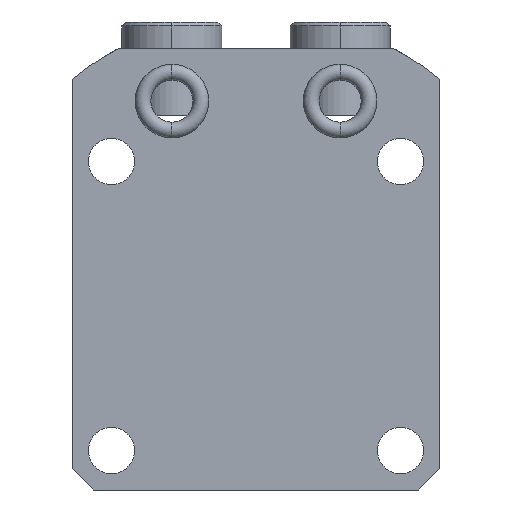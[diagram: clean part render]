
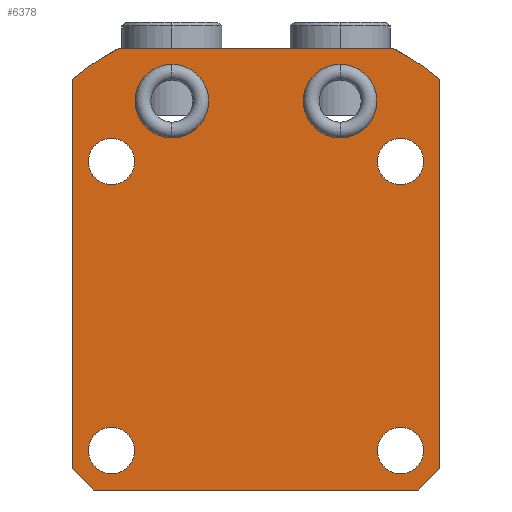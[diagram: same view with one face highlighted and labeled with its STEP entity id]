
A CAD part, front view. The second image highlights one B-rep face of the part: STEP entity #6378.
In plain terms, the highlighted planar face has unit normal (0, -1, 0).
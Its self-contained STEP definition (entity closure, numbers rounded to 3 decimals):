
#1764=CARTESIAN_POINT('',(0.,-30.,0.));
#1765=DIRECTION('',(0.,-1.,0.));
#1766=DIRECTION('',(0.63,0.,0.777));
#1767=AXIS2_PLACEMENT_3D('',#1764,#1765,#1766);
#1811=CARTESIAN_POINT('',(0.,-30.,0.));
#1812=DIRECTION('',(0.,-1.,0.));
#1813=DIRECTION('',(-0.472,0.,0.882));
#1814=AXIS2_PLACEMENT_3D('',#1811,#1812,#1813);
#2382=DIRECTION('',(0.707,0.,0.707));
#2383=VECTOR('',#2382,5.657);
#2384=CARTESIAN_POINT('',(31.,-30.,-35.));
#2385=LINE('',#2384,#2383);
#2389=DIRECTION('',(1.,0.,0.));
#2390=VECTOR('',#2389,62.);
#2391=CARTESIAN_POINT('',(-31.,-30.,-35.));
#2392=LINE('',#2391,#2390);
#2396=DIRECTION('',(0.707,0.,-0.707));
#2397=VECTOR('',#2396,5.657);
#2398=CARTESIAN_POINT('',(-35.,-30.,-31.));
#2399=LINE('',#2398,#2397);
#2403=DIRECTION('',(0.,0.,-1.));
#2404=VECTOR('',#2403,74.156);
#2405=CARTESIAN_POINT('',(-35.,-30.,43.156));
#2406=LINE('',#2405,#2404);
#2410=DIRECTION('',(-1.,0.,0.));
#2411=VECTOR('',#2410,52.401);
#2412=CARTESIAN_POINT('',(26.201,-30.,49.));
#2413=LINE('',#2412,#2411);
#2417=DIRECTION('',(0.,0.,1.));
#2418=VECTOR('',#2417,74.156);
#2419=CARTESIAN_POINT('',(35.,-30.,-31.));
#2420=LINE('',#2419,#2418);
#2424=CARTESIAN_POINT('',(27.5,-30.,-27.5));
#2425=DIRECTION('',(0.,1.,0.));
#2426=DIRECTION('',(1.,0.,0.));
#2427=AXIS2_PLACEMENT_3D('',#2424,#2425,#2426);
#2432=CARTESIAN_POINT('',(27.5,-30.,-27.5));
#2433=DIRECTION('',(0.,1.,0.));
#2434=DIRECTION('',(-1.,0.,0.));
#2435=AXIS2_PLACEMENT_3D('',#2432,#2433,#2434);
#2440=CARTESIAN_POINT('',(-27.5,-30.,-27.5));
#2441=DIRECTION('',(0.,1.,0.));
#2442=DIRECTION('',(1.,0.,0.));
#2443=AXIS2_PLACEMENT_3D('',#2440,#2441,#2442);
#2448=CARTESIAN_POINT('',(-27.5,-30.,-27.5));
#2449=DIRECTION('',(0.,1.,0.));
#2450=DIRECTION('',(-1.,0.,0.));
#2451=AXIS2_PLACEMENT_3D('',#2448,#2449,#2450);
#2456=CARTESIAN_POINT('',(-27.5,-30.,27.5));
#2457=DIRECTION('',(0.,1.,0.));
#2458=DIRECTION('',(1.,0.,0.));
#2459=AXIS2_PLACEMENT_3D('',#2456,#2457,#2458);
#2464=CARTESIAN_POINT('',(-27.5,-30.,27.5));
#2465=DIRECTION('',(0.,1.,0.));
#2466=DIRECTION('',(-1.,0.,0.));
#2467=AXIS2_PLACEMENT_3D('',#2464,#2465,#2466);
#2472=CARTESIAN_POINT('',(27.5,-30.,27.5));
#2473=DIRECTION('',(0.,1.,0.));
#2474=DIRECTION('',(1.,0.,0.));
#2475=AXIS2_PLACEMENT_3D('',#2472,#2473,#2474);
#2480=CARTESIAN_POINT('',(27.5,-30.,27.5));
#2481=DIRECTION('',(0.,1.,0.));
#2482=DIRECTION('',(-1.,0.,0.));
#2483=AXIS2_PLACEMENT_3D('',#2480,#2481,#2482);
#2488=CARTESIAN_POINT('',(16.,-30.,39.));
#2489=DIRECTION('',(0.,-1.,0.));
#2490=DIRECTION('',(-1.,0.,0.));
#2491=AXIS2_PLACEMENT_3D('',#2488,#2489,#2490);
#2496=CARTESIAN_POINT('',(16.,-30.,39.));
#2497=DIRECTION('',(0.,-1.,0.));
#2498=DIRECTION('',(1.,0.,0.));
#2499=AXIS2_PLACEMENT_3D('',#2496,#2497,#2498);
#2504=CARTESIAN_POINT('',(-16.,-30.,39.));
#2505=DIRECTION('',(0.,1.,0.));
#2506=DIRECTION('',(1.,0.,0.));
#2507=AXIS2_PLACEMENT_3D('',#2504,#2505,#2506);
#2512=CARTESIAN_POINT('',(-16.,-30.,39.));
#2513=DIRECTION('',(0.,1.,0.));
#2514=DIRECTION('',(-1.,0.,0.));
#2515=AXIS2_PLACEMENT_3D('',#2512,#2513,#2514);
#3954=CARTESIAN_POINT('',(35.,-30.,43.156));
#3956=VERTEX_POINT('',#3954);
#3958=CARTESIAN_POINT('',(-35.,-30.,43.156));
#3960=VERTEX_POINT('',#3958);
#3961=CARTESIAN_POINT('',(31.,-30.,-35.));
#3963=VERTEX_POINT('',#3961);
#3967=CARTESIAN_POINT('',(35.,-30.,-31.));
#3968=VERTEX_POINT('',#3967);
#3969=CARTESIAN_POINT('',(-35.,-30.,-31.));
#3971=VERTEX_POINT('',#3969);
#3975=CARTESIAN_POINT('',(-31.,-30.,-35.));
#3976=VERTEX_POINT('',#3975);
#3993=CARTESIAN_POINT('',(31.9,-30.,-27.5));
#3994=VERTEX_POINT('',#3993);
#3995=CARTESIAN_POINT('',(23.1,-30.,-27.5));
#3996=VERTEX_POINT('',#3995);
#3997=CARTESIAN_POINT('',(-23.1,-30.,-27.5));
#3998=VERTEX_POINT('',#3997);
#3999=CARTESIAN_POINT('',(-31.9,-30.,-27.5));
#4000=VERTEX_POINT('',#3999);
#4001=CARTESIAN_POINT('',(-23.1,-30.,27.5));
#4002=VERTEX_POINT('',#4001);
#4003=CARTESIAN_POINT('',(-31.9,-30.,27.5));
#4004=VERTEX_POINT('',#4003);
#4005=CARTESIAN_POINT('',(31.9,-30.,27.5));
#4006=VERTEX_POINT('',#4005);
#4007=CARTESIAN_POINT('',(23.1,-30.,27.5));
#4008=VERTEX_POINT('',#4007);
#4023=CARTESIAN_POINT('',(26.201,-30.,49.));
#4024=VERTEX_POINT('',#4023);
#4033=CARTESIAN_POINT('',(-26.201,-30.,49.));
#4034=VERTEX_POINT('',#4033);
#4061=CARTESIAN_POINT('',(9.,-30.,39.));
#4062=CARTESIAN_POINT('',(23.,-30.,39.));
#4063=VERTEX_POINT('',#4061);
#4064=VERTEX_POINT('',#4062);
#4097=CARTESIAN_POINT('',(-9.,-30.,39.));
#4098=VERTEX_POINT('',#4097);
#4099=CARTESIAN_POINT('',(-23.,-30.,39.));
#4100=VERTEX_POINT('',#4099);
#6326=CARTESIAN_POINT('',(0.,-30.,0.));
#6327=DIRECTION('',(0.,-1.,0.));
#6328=DIRECTION('',(-1.,0.,0.));
#6329=AXIS2_PLACEMENT_3D('',#6326,#6327,#6328);
#6330=PLANE('',#6329);
#6331=ORIENTED_EDGE('',*,*,#5770,.F.);
#6332=ORIENTED_EDGE('',*,*,#5787,.F.);
#6333=ORIENTED_EDGE('',*,*,#5799,.F.);
#6334=ORIENTED_EDGE('',*,*,#5815,.F.);
#6335=ORIENTED_EDGE('',*,*,#5854,.F.);
#6336=ORIENTED_EDGE('',*,*,#5907,.F.);
#6337=ORIENTED_EDGE('',*,*,#5834,.F.);
#6339=ORIENTED_EDGE('',*,*,#6338,.F.);
#6340=EDGE_LOOP('',(#6331,#6332,#6333,#6334,#6335,#6336,#6337,#6339));
#6341=FACE_OUTER_BOUND('',#6340,.F.);
#6343=ORIENTED_EDGE('',*,*,#6342,.F.);
#6345=ORIENTED_EDGE('',*,*,#6344,.F.);
#6346=EDGE_LOOP('',(#6343,#6345));
#6347=FACE_BOUND('',#6346,.F.);
#6349=ORIENTED_EDGE('',*,*,#6348,.F.);
#6351=ORIENTED_EDGE('',*,*,#6350,.F.);
#6352=EDGE_LOOP('',(#6349,#6351));
#6353=FACE_BOUND('',#6352,.F.);
#6355=ORIENTED_EDGE('',*,*,#6354,.F.);
#6357=ORIENTED_EDGE('',*,*,#6356,.F.);
#6358=EDGE_LOOP('',(#6355,#6357));
#6359=FACE_BOUND('',#6358,.F.);
#6361=ORIENTED_EDGE('',*,*,#6360,.F.);
#6363=ORIENTED_EDGE('',*,*,#6362,.F.);
#6364=EDGE_LOOP('',(#6361,#6363));
#6365=FACE_BOUND('',#6364,.F.);
#6367=ORIENTED_EDGE('',*,*,#6366,.T.);
#6369=ORIENTED_EDGE('',*,*,#6368,.T.);
#6370=EDGE_LOOP('',(#6367,#6369));
#6371=FACE_BOUND('',#6370,.F.);
#6373=ORIENTED_EDGE('',*,*,#6372,.F.);
#6375=ORIENTED_EDGE('',*,*,#6374,.F.);
#6376=EDGE_LOOP('',(#6373,#6375));
#6377=FACE_BOUND('',#6376,.F.);
#1768=CIRCLE('',#1767,55.565);
#1815=CIRCLE('',#1814,55.565);
#2428=CIRCLE('',#2427,4.4);
#2436=CIRCLE('',#2435,4.4);
#2444=CIRCLE('',#2443,4.4);
#2452=CIRCLE('',#2451,4.4);
#2460=CIRCLE('',#2459,4.4);
#2468=CIRCLE('',#2467,4.4);
#2476=CIRCLE('',#2475,4.4);
#2484=CIRCLE('',#2483,4.4);
#2492=CIRCLE('',#2491,7.);
#2500=CIRCLE('',#2499,7.);
#2508=CIRCLE('',#2507,7.);
#2516=CIRCLE('',#2515,7.);
#5770=EDGE_CURVE('',#3963,#3968,#2385,.T.);
#5787=EDGE_CURVE('',#3976,#3963,#2392,.T.);
#5799=EDGE_CURVE('',#3971,#3976,#2399,.T.);
#5815=EDGE_CURVE('',#3960,#3971,#2406,.T.);
#5834=EDGE_CURVE('',#3956,#4024,#1768,.T.);
#5854=EDGE_CURVE('',#4034,#3960,#1815,.T.);
#5907=EDGE_CURVE('',#4024,#4034,#2413,.T.);
#6338=EDGE_CURVE('',#3968,#3956,#2420,.T.);
#6342=EDGE_CURVE('',#3994,#3996,#2428,.T.);
#6344=EDGE_CURVE('',#3996,#3994,#2436,.T.);
#6348=EDGE_CURVE('',#3998,#4000,#2444,.T.);
#6350=EDGE_CURVE('',#4000,#3998,#2452,.T.);
#6354=EDGE_CURVE('',#4002,#4004,#2460,.T.);
#6356=EDGE_CURVE('',#4004,#4002,#2468,.T.);
#6360=EDGE_CURVE('',#4006,#4008,#2476,.T.);
#6362=EDGE_CURVE('',#4008,#4006,#2484,.T.);
#6366=EDGE_CURVE('',#4063,#4064,#2492,.T.);
#6368=EDGE_CURVE('',#4064,#4063,#2500,.T.);
#6372=EDGE_CURVE('',#4098,#4100,#2508,.T.);
#6374=EDGE_CURVE('',#4100,#4098,#2516,.T.);
#6378=ADVANCED_FACE('',(#6341,#6347,#6353,#6359,#6365,#6371,#6377),#6330,.T.);
